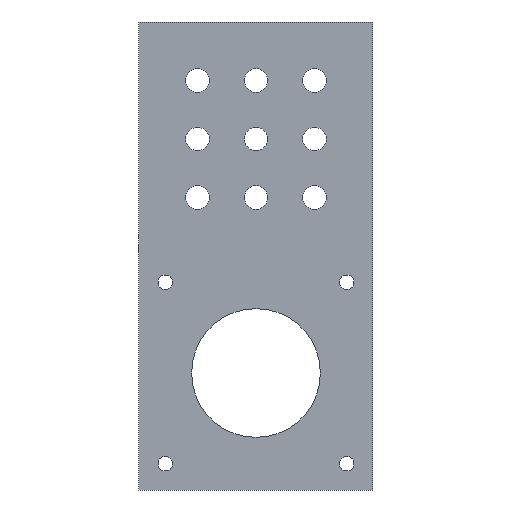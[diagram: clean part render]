
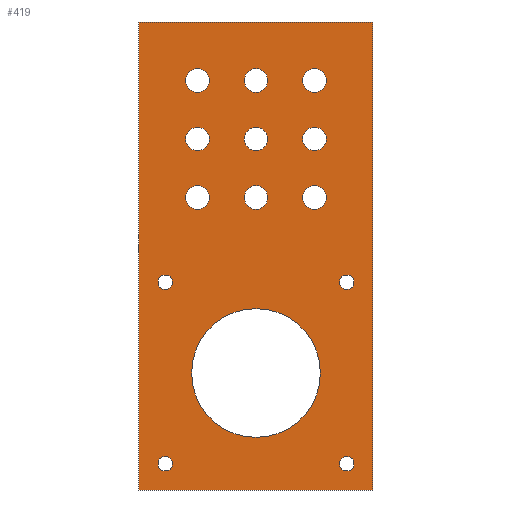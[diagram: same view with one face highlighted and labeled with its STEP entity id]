
A CAD part, front view. The second image highlights one B-rep face of the part: STEP entity #419.
In plain terms, the highlighted planar face has unit normal (0, -1, 0).
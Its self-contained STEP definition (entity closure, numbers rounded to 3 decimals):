
#15=FACE_BOUND('',#80,.T.);
#16=FACE_BOUND('',#81,.T.);
#17=FACE_BOUND('',#82,.T.);
#18=FACE_BOUND('',#83,.T.);
#19=FACE_BOUND('',#84,.T.);
#20=FACE_BOUND('',#85,.T.);
#21=FACE_BOUND('',#86,.T.);
#22=FACE_BOUND('',#87,.T.);
#23=FACE_BOUND('',#88,.T.);
#24=FACE_BOUND('',#89,.T.);
#25=FACE_BOUND('',#90,.T.);
#26=FACE_BOUND('',#91,.T.);
#27=FACE_BOUND('',#92,.T.);
#28=FACE_BOUND('',#93,.T.);
#44=PLANE('',#471);
#59=FACE_OUTER_BOUND('',#79,.T.);
#79=EDGE_LOOP('',(#327,#328,#329,#330));
#80=EDGE_LOOP('',(#331));
#81=EDGE_LOOP('',(#332));
#82=EDGE_LOOP('',(#333));
#83=EDGE_LOOP('',(#334));
#84=EDGE_LOOP('',(#335));
#85=EDGE_LOOP('',(#336));
#86=EDGE_LOOP('',(#337));
#87=EDGE_LOOP('',(#338));
#88=EDGE_LOOP('',(#339));
#89=EDGE_LOOP('',(#340));
#90=EDGE_LOOP('',(#341));
#91=EDGE_LOOP('',(#342));
#92=EDGE_LOOP('',(#343));
#93=EDGE_LOOP('',(#344));
#126=LINE('',#673,#152);
#130=LINE('',#681,#156);
#131=LINE('',#683,#157);
#132=LINE('',#684,#158);
#152=VECTOR('',#558,10.);
#156=VECTOR('',#564,10.);
#157=VECTOR('',#565,10.);
#158=VECTOR('',#566,10.);
#169=CIRCLE('',#444,2.);
#171=CIRCLE('',#447,2.);
#173=CIRCLE('',#450,2.);
#175=CIRCLE('',#453,2.);
#177=CIRCLE('',#456,2.);
#179=CIRCLE('',#459,2.);
#181=CIRCLE('',#462,2.);
#183=CIRCLE('',#465,2.);
#185=CIRCLE('',#468,2.);
#187=CIRCLE('',#472,1.25);
#188=CIRCLE('',#473,1.25);
#189=CIRCLE('',#474,1.25);
#190=CIRCLE('',#475,1.25);
#191=CIRCLE('',#476,11.);
#197=VERTEX_POINT('',#617);
#199=VERTEX_POINT('',#623);
#201=VERTEX_POINT('',#629);
#203=VERTEX_POINT('',#635);
#205=VERTEX_POINT('',#641);
#207=VERTEX_POINT('',#647);
#209=VERTEX_POINT('',#653);
#211=VERTEX_POINT('',#659);
#213=VERTEX_POINT('',#665);
#215=VERTEX_POINT('',#671);
#216=VERTEX_POINT('',#672);
#219=VERTEX_POINT('',#680);
#220=VERTEX_POINT('',#682);
#221=VERTEX_POINT('',#685);
#222=VERTEX_POINT('',#687);
#223=VERTEX_POINT('',#689);
#224=VERTEX_POINT('',#691);
#225=VERTEX_POINT('',#693);
#233=EDGE_CURVE('',#197,#197,#169,.T.);
#236=EDGE_CURVE('',#199,#199,#171,.T.);
#239=EDGE_CURVE('',#201,#201,#173,.T.);
#242=EDGE_CURVE('',#203,#203,#175,.T.);
#245=EDGE_CURVE('',#205,#205,#177,.T.);
#248=EDGE_CURVE('',#207,#207,#179,.T.);
#251=EDGE_CURVE('',#209,#209,#181,.T.);
#254=EDGE_CURVE('',#211,#211,#183,.T.);
#257=EDGE_CURVE('',#213,#213,#185,.T.);
#260=EDGE_CURVE('',#215,#216,#126,.T.);
#264=EDGE_CURVE('',#215,#219,#130,.T.);
#265=EDGE_CURVE('',#219,#220,#131,.T.);
#266=EDGE_CURVE('',#220,#216,#132,.T.);
#267=EDGE_CURVE('',#221,#221,#187,.T.);
#268=EDGE_CURVE('',#222,#222,#188,.T.);
#269=EDGE_CURVE('',#223,#223,#189,.T.);
#270=EDGE_CURVE('',#224,#224,#190,.T.);
#271=EDGE_CURVE('',#225,#225,#191,.T.);
#327=ORIENTED_EDGE('',*,*,#264,.T.);
#328=ORIENTED_EDGE('',*,*,#265,.T.);
#329=ORIENTED_EDGE('',*,*,#266,.T.);
#330=ORIENTED_EDGE('',*,*,#260,.F.);
#331=ORIENTED_EDGE('',*,*,#233,.T.);
#332=ORIENTED_EDGE('',*,*,#236,.T.);
#333=ORIENTED_EDGE('',*,*,#239,.T.);
#334=ORIENTED_EDGE('',*,*,#242,.T.);
#335=ORIENTED_EDGE('',*,*,#245,.T.);
#336=ORIENTED_EDGE('',*,*,#248,.T.);
#337=ORIENTED_EDGE('',*,*,#251,.T.);
#338=ORIENTED_EDGE('',*,*,#254,.T.);
#339=ORIENTED_EDGE('',*,*,#257,.T.);
#340=ORIENTED_EDGE('',*,*,#267,.T.);
#341=ORIENTED_EDGE('',*,*,#268,.T.);
#342=ORIENTED_EDGE('',*,*,#269,.T.);
#343=ORIENTED_EDGE('',*,*,#270,.T.);
#344=ORIENTED_EDGE('',*,*,#271,.T.);
#419=ADVANCED_FACE('',(#59,#15,#16,#17,#18,#19,#20,#21,#22,#23,#24,#25,
#26,#27,#28),#44,.F.);
#444=AXIS2_PLACEMENT_3D('',#618,#495,#496);
#447=AXIS2_PLACEMENT_3D('',#624,#502,#503);
#450=AXIS2_PLACEMENT_3D('',#630,#509,#510);
#453=AXIS2_PLACEMENT_3D('',#636,#516,#517);
#456=AXIS2_PLACEMENT_3D('',#642,#523,#524);
#459=AXIS2_PLACEMENT_3D('',#648,#530,#531);
#462=AXIS2_PLACEMENT_3D('',#654,#537,#538);
#465=AXIS2_PLACEMENT_3D('',#660,#544,#545);
#468=AXIS2_PLACEMENT_3D('',#666,#551,#552);
#471=AXIS2_PLACEMENT_3D('',#679,#562,#563);
#472=AXIS2_PLACEMENT_3D('',#686,#567,#568);
#473=AXIS2_PLACEMENT_3D('',#688,#569,#570);
#474=AXIS2_PLACEMENT_3D('',#690,#571,#572);
#475=AXIS2_PLACEMENT_3D('',#692,#573,#574);
#476=AXIS2_PLACEMENT_3D('',#694,#575,#576);
#495=DIRECTION('center_axis',(0.,1.,0.));
#496=DIRECTION('ref_axis',(1.,0.,0.));
#502=DIRECTION('center_axis',(0.,1.,0.));
#503=DIRECTION('ref_axis',(1.,0.,0.));
#509=DIRECTION('center_axis',(0.,1.,0.));
#510=DIRECTION('ref_axis',(1.,0.,0.));
#516=DIRECTION('center_axis',(0.,1.,0.));
#517=DIRECTION('ref_axis',(1.,0.,0.));
#523=DIRECTION('center_axis',(0.,1.,0.));
#524=DIRECTION('ref_axis',(1.,0.,0.));
#530=DIRECTION('center_axis',(0.,1.,0.));
#531=DIRECTION('ref_axis',(1.,0.,0.));
#537=DIRECTION('center_axis',(0.,1.,0.));
#538=DIRECTION('ref_axis',(1.,0.,0.));
#544=DIRECTION('center_axis',(0.,1.,0.));
#545=DIRECTION('ref_axis',(1.,0.,0.));
#551=DIRECTION('center_axis',(0.,1.,0.));
#552=DIRECTION('ref_axis',(1.,0.,0.));
#558=DIRECTION('',(1.,0.,0.));
#562=DIRECTION('center_axis',(0.,1.,0.));
#563=DIRECTION('ref_axis',(1.,0.,0.));
#564=DIRECTION('',(0.,0.,-1.));
#565=DIRECTION('',(1.,0.,0.));
#566=DIRECTION('',(0.,0.,1.));
#567=DIRECTION('center_axis',(0.,1.,0.));
#568=DIRECTION('ref_axis',(-1.,0.,0.));
#569=DIRECTION('center_axis',(0.,1.,0.));
#570=DIRECTION('ref_axis',(-1.,0.,0.));
#571=DIRECTION('center_axis',(0.,1.,0.));
#572=DIRECTION('ref_axis',(-1.,0.,0.));
#573=DIRECTION('center_axis',(0.,1.,0.));
#574=DIRECTION('ref_axis',(-1.,0.,0.));
#575=DIRECTION('center_axis',(0.,1.,0.));
#576=DIRECTION('ref_axis',(-1.,0.,0.));
#617=CARTESIAN_POINT('',(8.,0.,50.));
#618=CARTESIAN_POINT('Origin',(10.,0.,50.));
#623=CARTESIAN_POINT('',(18.,0.,50.));
#624=CARTESIAN_POINT('Origin',(20.,0.,50.));
#629=CARTESIAN_POINT('',(28.,0.,50.));
#630=CARTESIAN_POINT('Origin',(30.,0.,50.));
#635=CARTESIAN_POINT('',(18.,0.,60.));
#636=CARTESIAN_POINT('Origin',(20.,0.,60.));
#641=CARTESIAN_POINT('',(28.,0.,60.));
#642=CARTESIAN_POINT('Origin',(30.,0.,60.));
#647=CARTESIAN_POINT('',(8.,0.,60.));
#648=CARTESIAN_POINT('Origin',(10.,0.,60.));
#653=CARTESIAN_POINT('',(28.,0.,70.));
#654=CARTESIAN_POINT('Origin',(30.,0.,70.));
#659=CARTESIAN_POINT('',(18.,0.,70.));
#660=CARTESIAN_POINT('Origin',(20.,0.,70.));
#665=CARTESIAN_POINT('',(8.,0.,70.));
#666=CARTESIAN_POINT('Origin',(10.,0.,70.));
#671=CARTESIAN_POINT('',(0.,0.,80.));
#672=CARTESIAN_POINT('',(40.,0.,80.));
#673=CARTESIAN_POINT('',(10.,0.,80.));
#679=CARTESIAN_POINT('Origin',(20.,0.,40.));
#680=CARTESIAN_POINT('',(0.,0.,0.));
#681=CARTESIAN_POINT('',(0.,0.,80.));
#682=CARTESIAN_POINT('',(40.,0.,0.));
#683=CARTESIAN_POINT('',(0.,0.,0.));
#684=CARTESIAN_POINT('',(40.,0.,0.));
#685=CARTESIAN_POINT('',(5.75,0.,4.5));
#686=CARTESIAN_POINT('Origin',(4.5,0.,4.5));
#687=CARTESIAN_POINT('',(36.75,0.,4.5));
#688=CARTESIAN_POINT('Origin',(35.5,0.,4.5));
#689=CARTESIAN_POINT('',(5.75,0.,35.5));
#690=CARTESIAN_POINT('Origin',(4.5,0.,35.5));
#691=CARTESIAN_POINT('',(36.75,0.,35.5));
#692=CARTESIAN_POINT('Origin',(35.5,0.,35.5));
#693=CARTESIAN_POINT('',(31.,0.,20.));
#694=CARTESIAN_POINT('Origin',(20.,0.,20.));
